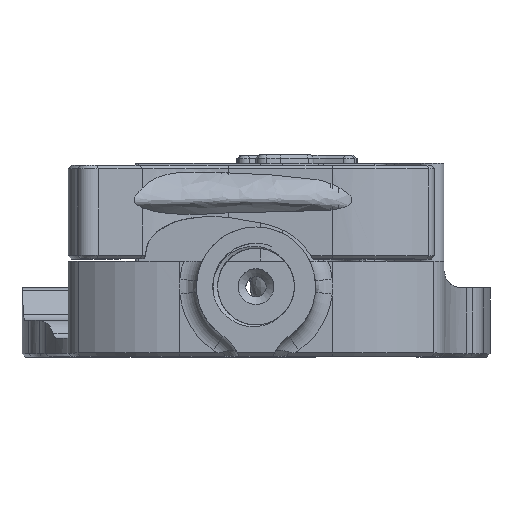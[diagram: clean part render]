
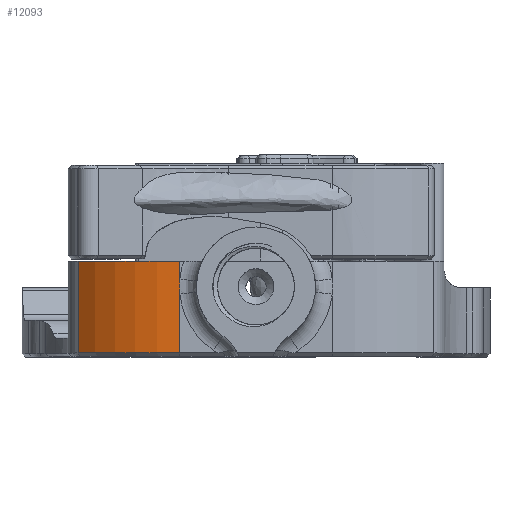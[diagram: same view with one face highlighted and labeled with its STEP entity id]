
A CAD part, top view. The second image highlights one B-rep face of the part: STEP entity #12093.
In plain terms, the highlighted cylindrical face has radius 17 mm (diameter 34 mm), a partial arc.
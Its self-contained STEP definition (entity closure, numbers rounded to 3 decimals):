
#209=ELLIPSE('',#13085,7.798,6.036);
#748=CIRCLE('',#13092,17.);
#749=CIRCLE('',#13093,17.);
#1256=CYLINDRICAL_SURFACE('',#13091,17.);
#1638=FACE_OUTER_BOUND('',#2390,.T.);
#2390=EDGE_LOOP('',(#9101,#9102,#9103,#9104,#9105,#9106));
#3304=LINE('',#26256,#4304);
#3305=LINE('',#26260,#4305);
#3306=LINE('',#26262,#4306);
#4304=VECTOR('',#15225,17.);
#4305=VECTOR('',#15228,17.);
#4306=VECTOR('',#15231,17.);
#5409=VERTEX_POINT('',#26206);
#5411=VERTEX_POINT('',#26231);
#5414=VERTEX_POINT('',#26251);
#5415=VERTEX_POINT('',#26255);
#5416=VERTEX_POINT('',#26257);
#5417=VERTEX_POINT('',#26259);
#6749=EDGE_CURVE('',#5411,#5409,#209,.T.);
#6756=EDGE_CURVE('',#5415,#5411,#3304,.T.);
#6757=EDGE_CURVE('',#5416,#5415,#748,.T.);
#6758=EDGE_CURVE('',#5416,#5417,#3305,.T.);
#6759=EDGE_CURVE('',#5414,#5417,#749,.T.);
#6760=EDGE_CURVE('',#5409,#5414,#3306,.T.);
#9101=ORIENTED_EDGE('',*,*,#6749,.F.);
#9102=ORIENTED_EDGE('',*,*,#6756,.F.);
#9103=ORIENTED_EDGE('',*,*,#6757,.F.);
#9104=ORIENTED_EDGE('',*,*,#6758,.T.);
#9105=ORIENTED_EDGE('',*,*,#6759,.F.);
#9106=ORIENTED_EDGE('',*,*,#6760,.F.);
#12093=ADVANCED_FACE('',(#1638),#1256,.T.);
#13085=AXIS2_PLACEMENT_3D('',#26233,#15209,#15210);
#13091=AXIS2_PLACEMENT_3D('',#26254,#15223,#15224);
#13092=AXIS2_PLACEMENT_3D('',#26258,#15226,#15227);
#13093=AXIS2_PLACEMENT_3D('',#26261,#15229,#15230);
#15209=DIRECTION('center_axis',(0.,0.,-1.));
#15210=DIRECTION('ref_axis',(1.,0.,0.));
#15223=DIRECTION('center_axis',(-1.,0.,0.));
#15224=DIRECTION('ref_axis',(0.,0.,
-1.));
#15225=DIRECTION('',(1.,0.,0.));
#15226=DIRECTION('center_axis',(-1.,0.,0.));
#15227=DIRECTION('ref_axis',(0.,0.,
-1.));
#15228=DIRECTION('',(1.,0.,0.));
#15229=DIRECTION('center_axis',(1.,0.,0.));
#15230=DIRECTION('ref_axis',(0.,0.,
-1.));
#15231=DIRECTION('',(1.,0.,0.));
#26206=CARTESIAN_POINT('',(0.86,8.959,-118.754));
#26231=CARTESIAN_POINT('',(-0.86,8.959,-118.754));
#26233=CARTESIAN_POINT('Origin',(0.,2.96,-118.754));
#26251=CARTESIAN_POINT('',(7.8,8.959,-118.754));
#26254=CARTESIAN_POINT('Origin',(-21.8,8.959,-101.754));
#26255=CARTESIAN_POINT('',(-3.,8.959,-118.754));
#26256=CARTESIAN_POINT('',(-21.8,8.959,-118.754));
#26257=CARTESIAN_POINT('',(-3.,20.913,-113.841));
#26258=CARTESIAN_POINT('Origin',(-3.,8.959,-101.754));
#26259=CARTESIAN_POINT('',(7.8,20.913,-113.841));
#26260=CARTESIAN_POINT('',(-21.8,20.913,-113.841));
#26261=CARTESIAN_POINT('Origin',(7.8,8.959,-101.754));
#26262=CARTESIAN_POINT('',(-21.8,8.959,-118.754));
